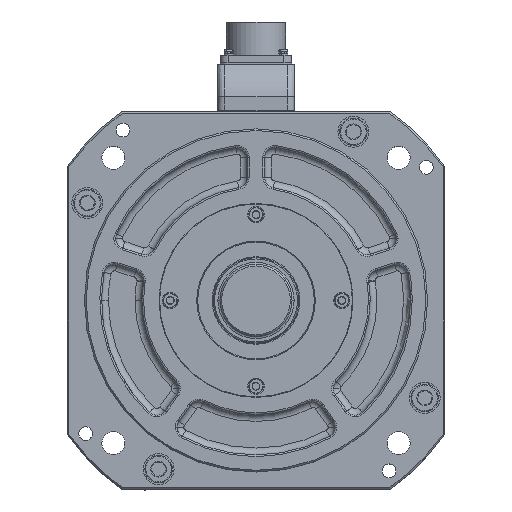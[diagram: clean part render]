
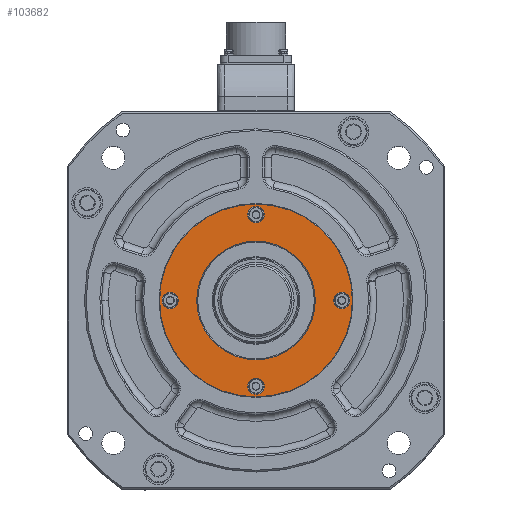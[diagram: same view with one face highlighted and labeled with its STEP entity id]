
A CAD part, top view. The second image highlights one B-rep face of the part: STEP entity #103682.
In plain terms, the highlighted planar face has unit normal (0, 0, 1).
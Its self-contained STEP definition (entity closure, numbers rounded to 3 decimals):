
#15736 = EDGE_LOOP ( 'NONE', ( #69202, #69230 ) ) ;
#15746 = EDGE_LOOP ( 'NONE', ( #69193, #69184 ) ) ;
#15844 = EDGE_LOOP ( 'NONE', ( #69228, #69281 ) ) ;
#15867 = EDGE_LOOP ( 'NONE', ( #69260, #69187 ) ) ;
#15897 = EDGE_LOOP ( 'NONE', ( #69234, #69249 ) ) ;
#15919 = EDGE_LOOP ( 'NONE', ( #69275, #69283 ) ) ;
#33871 = AXIS2_PLACEMENT_3D ( 'NONE', #115213, #115228, #115251 ) ;
#33892 = CIRCLE ( 'NONE', #33871, 4.75 ) ;
#36818 = CIRCLE ( 'NONE', #36863, 34.546 ) ;
#36863 = AXIS2_PLACEMENT_3D ( 'NONE', #114072, #114063, #114018 ) ;
#37069 = CIRCLE ( 'NONE', #37173, 4.75 ) ;
#37078 = CIRCLE ( 'NONE', #37080, 4.75 ) ;
#37080 = AXIS2_PLACEMENT_3D ( 'NONE', #114585, #114546, #114553 ) ;
#37134 = CIRCLE ( 'NONE', #37147, 4.75 ) ;
#37147 = AXIS2_PLACEMENT_3D ( 'NONE', #114452, #114454, #114477 ) ;
#37173 = AXIS2_PLACEMENT_3D ( 'NONE', #114469, #114505, #114451 ) ;
#37199 = CIRCLE ( 'NONE', #37262, 4.75 ) ;
#37210 = CIRCLE ( 'NONE', #37212, 4.75 ) ;
#37212 = AXIS2_PLACEMENT_3D ( 'NONE', #114804, #114842, #114796 ) ;
#37239 = AXIS2_PLACEMENT_3D ( 'NONE', #114753, #114721, #114766 ) ;
#37256 = AXIS2_PLACEMENT_3D ( 'NONE', #114627, #114622, #114638 ) ;
#37262 = AXIS2_PLACEMENT_3D ( 'NONE', #114667, #114692, #114648 ) ;
#37270 = AXIS2_PLACEMENT_3D ( 'NONE', #114637, #114655, #114639 ) ;
#37279 = CIRCLE ( 'NONE', #37270, 56.2 ) ;
#37287 = CIRCLE ( 'NONE', #37256, 4.75 ) ;
#37298 = CIRCLE ( 'NONE', #37239, 34.546 ) ;
#37428 = AXIS2_PLACEMENT_3D ( 'NONE', #115006, #114993, #114966 ) ;
#37463 = CIRCLE ( 'NONE', #37428, 56.2 ) ;
#38417 = AXIS2_PLACEMENT_3D ( 'NONE', #40043, #40045, #40057 ) ;
#40006 = FACE_OUTER_BOUND ( 'NONE', #15736, .T. ) ;
#40021 = FACE_BOUND ( 'NONE', #15746, .T. ) ;
#40023 = FACE_BOUND ( 'NONE', #15897, .T. ) ;
#40025 = FACE_BOUND ( 'NONE', #15867, .T. ) ;
#40030 = FACE_BOUND ( 'NONE', #15844, .T. ) ;
#40042 = PLANE ( 'NONE',  #38417 ) ;
#40043 = CARTESIAN_POINT ( 'NONE',  ( 0., 34.546, 24. ) ) ;
#40045 = DIRECTION ( 'NONE',  ( 0., 0., -1. ) ) ;
#40055 = FACE_BOUND ( 'NONE', #15919, .T. ) ;
#40057 = DIRECTION ( 'NONE',  ( -1., 0., 0. ) ) ;
#54963 = CARTESIAN_POINT ( 'NONE',  ( -56.2, 0., 24. ) ) ;
#54988 = CARTESIAN_POINT ( 'NONE',  ( -34.546, 0., 24. ) ) ;
#55019 = CARTESIAN_POINT ( 'NONE',  ( 34.546, 0., 24. ) ) ;
#65517 = VERTEX_POINT ( 'NONE', #107091 ) ;
#65519 = VERTEX_POINT ( 'NONE', #106976 ) ;
#65520 = VERTEX_POINT ( 'NONE', #106983 ) ;
#65526 = VERTEX_POINT ( 'NONE', #107117 ) ;
#65530 = VERTEX_POINT ( 'NONE', #107102 ) ;
#65550 = VERTEX_POINT ( 'NONE', #106966 ) ;
#65561 = VERTEX_POINT ( 'NONE', #107131 ) ;
#65565 = VERTEX_POINT ( 'NONE', #107002 ) ;
#65574 = VERTEX_POINT ( 'NONE', #107316 ) ;
#69184 = ORIENTED_EDGE ( 'NONE', *, *, #78934, .F. ) ;
#69187 = ORIENTED_EDGE ( 'NONE', *, *, #78802, .F. ) ;
#69193 = ORIENTED_EDGE ( 'NONE', *, *, #78998, .F. ) ;
#69202 = ORIENTED_EDGE ( 'NONE', *, *, #78979, .T. ) ;
#69228 = ORIENTED_EDGE ( 'NONE', *, *, #78907, .F. ) ;
#69230 = ORIENTED_EDGE ( 'NONE', *, *, #78932, .T. ) ;
#69234 = ORIENTED_EDGE ( 'NONE', *, *, #78906, .F. ) ;
#69249 = ORIENTED_EDGE ( 'NONE', *, *, #78919, .F. ) ;
#69260 = ORIENTED_EDGE ( 'NONE', *, *, #78945, .F. ) ;
#69275 = ORIENTED_EDGE ( 'NONE', *, *, #79021, .F. ) ;
#69281 = ORIENTED_EDGE ( 'NONE', *, *, #78959, .F. ) ;
#69283 = ORIENTED_EDGE ( 'NONE', *, *, #78936, .F. ) ;
#78802 = EDGE_CURVE ( 'NONE', #107563, #107506, #36818, .T. ) ;
#78906 = EDGE_CURVE ( 'NONE', #65519, #65530, #37069, .T. ) ;
#78907 = EDGE_CURVE ( 'NONE', #65574, #65526, #37134, .T. ) ;
#78919 = EDGE_CURVE ( 'NONE', #65530, #65519, #37078, .T. ) ;
#78932 = EDGE_CURVE ( 'NONE', #65565, #107434, #37279, .T. ) ;
#78934 = EDGE_CURVE ( 'NONE', #65517, #65550, #37287, .T. ) ;
#78936 = EDGE_CURVE ( 'NONE', #65561, #65520, #37199, .T. ) ;
#78945 = EDGE_CURVE ( 'NONE', #107506, #107563, #37298, .T. ) ;
#78959 = EDGE_CURVE ( 'NONE', #65526, #65574, #37210, .T. ) ;
#78979 = EDGE_CURVE ( 'NONE', #107434, #65565, #37463, .T. ) ;
#78998 = EDGE_CURVE ( 'NONE', #65550, #65517, #33892, .T. ) ;
#79021 = EDGE_CURVE ( 'NONE', #65520, #65561, #96219, .T. ) ;
#96141 = AXIS2_PLACEMENT_3D ( 'NONE', #115341, #115342, #115347 ) ;
#96219 = CIRCLE ( 'NONE', #96141, 4.75 ) ;
#103682 = ADVANCED_FACE ( 'NONE', ( #40021, #40023, #40030, #40055, #40025, #40006 ), #40042, .F. ) ;
#106966 = CARTESIAN_POINT ( 'NONE',  ( 4.75, -50., 24. ) ) ;
#106976 = CARTESIAN_POINT ( 'NONE',  ( 54.75, 0., 24. ) ) ;
#106983 = CARTESIAN_POINT ( 'NONE',  ( 4.75, 50., 24. ) ) ;
#107002 = CARTESIAN_POINT ( 'NONE',  ( 56.2, 0., 24. ) ) ;
#107091 = CARTESIAN_POINT ( 'NONE',  ( -4.75, -50., 24. ) ) ;
#107102 = CARTESIAN_POINT ( 'NONE',  ( 45.25, 0., 24. ) ) ;
#107117 = CARTESIAN_POINT ( 'NONE',  ( -54.75, 0., 24. ) ) ;
#107131 = CARTESIAN_POINT ( 'NONE',  ( -4.75, 50., 24. ) ) ;
#107316 = CARTESIAN_POINT ( 'NONE',  ( -45.25, 0., 24. ) ) ;
#107434 = VERTEX_POINT ( 'NONE', #54963 ) ;
#107506 = VERTEX_POINT ( 'NONE', #55019 ) ;
#107563 = VERTEX_POINT ( 'NONE', #54988 ) ;
#114018 = DIRECTION ( 'NONE',  ( 1., 0., 0. ) ) ;
#114063 = DIRECTION ( 'NONE',  ( 0., 0., 1. ) ) ;
#114072 = CARTESIAN_POINT ( 'NONE',  ( 0., 0., 24. ) ) ;
#114451 = DIRECTION ( 'NONE',  ( 1., 0., 0. ) ) ;
#114452 = CARTESIAN_POINT ( 'NONE',  ( -50., 0., 24. ) ) ;
#114454 = DIRECTION ( 'NONE',  ( 0., 0., 1. ) ) ;
#114469 = CARTESIAN_POINT ( 'NONE',  ( 50., 0., 24. ) ) ;
#114477 = DIRECTION ( 'NONE',  ( 1., 0., 0. ) ) ;
#114505 = DIRECTION ( 'NONE',  ( 0., 0., 1. ) ) ;
#114546 = DIRECTION ( 'NONE',  ( 0., 0., 1. ) ) ;
#114553 = DIRECTION ( 'NONE',  ( 1., 0., 0. ) ) ;
#114585 = CARTESIAN_POINT ( 'NONE',  ( 50., 0., 24. ) ) ;
#114622 = DIRECTION ( 'NONE',  ( 0., 0., 1. ) ) ;
#114627 = CARTESIAN_POINT ( 'NONE',  ( 0., -50., 24. ) ) ;
#114637 = CARTESIAN_POINT ( 'NONE',  ( 0., 0., 24. ) ) ;
#114638 = DIRECTION ( 'NONE',  ( 1., 0., 0. ) ) ;
#114639 = DIRECTION ( 'NONE',  ( 1., 0., 0. ) ) ;
#114648 = DIRECTION ( 'NONE',  ( 1., 0., 0. ) ) ;
#114655 = DIRECTION ( 'NONE',  ( 0., 0., 1. ) ) ;
#114667 = CARTESIAN_POINT ( 'NONE',  ( 0., 50., 24. ) ) ;
#114692 = DIRECTION ( 'NONE',  ( 0., 0., 1. ) ) ;
#114721 = DIRECTION ( 'NONE',  ( 0., 0., 1. ) ) ;
#114753 = CARTESIAN_POINT ( 'NONE',  ( 0., 0., 24. ) ) ;
#114766 = DIRECTION ( 'NONE',  ( 1., 0., 0. ) ) ;
#114796 = DIRECTION ( 'NONE',  ( 1., 0., 0. ) ) ;
#114804 = CARTESIAN_POINT ( 'NONE',  ( -50., 0., 24. ) ) ;
#114842 = DIRECTION ( 'NONE',  ( 0., 0., 1. ) ) ;
#114966 = DIRECTION ( 'NONE',  ( 1., 0., 0. ) ) ;
#114993 = DIRECTION ( 'NONE',  ( 0., 0., 1. ) ) ;
#115006 = CARTESIAN_POINT ( 'NONE',  ( 0., 0., 24. ) ) ;
#115213 = CARTESIAN_POINT ( 'NONE',  ( 0., -50., 24. ) ) ;
#115228 = DIRECTION ( 'NONE',  ( 0., 0., 1. ) ) ;
#115251 = DIRECTION ( 'NONE',  ( 1., 0., 0. ) ) ;
#115341 = CARTESIAN_POINT ( 'NONE',  ( 0., 50., 24. ) ) ;
#115342 = DIRECTION ( 'NONE',  ( 0., 0., 1. ) ) ;
#115347 = DIRECTION ( 'NONE',  ( 1., 0., 0. ) ) ;
